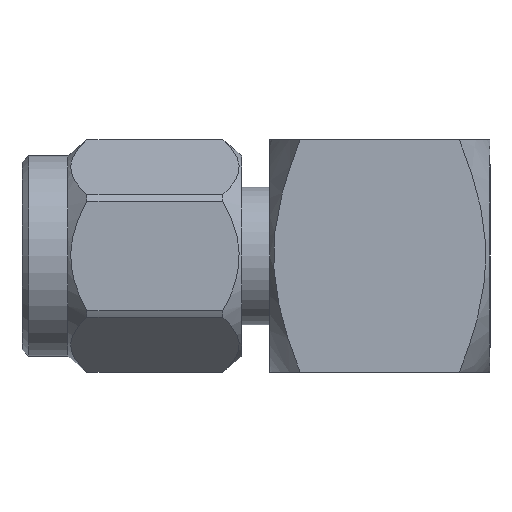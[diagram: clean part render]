
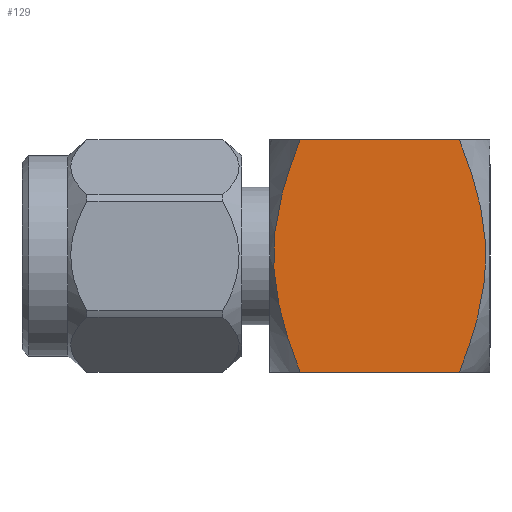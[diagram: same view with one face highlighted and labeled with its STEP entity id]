
A CAD part, left-side view. The second image highlights one B-rep face of the part: STEP entity #129.
In plain terms, the highlighted planar face has unit normal (-1, 0, 0).
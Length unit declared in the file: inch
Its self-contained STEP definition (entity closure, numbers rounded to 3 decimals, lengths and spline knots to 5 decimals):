
#16 = CARTESIAN_POINT ( 'NONE',  ( -0.18753, -0.15167, -0.11967 ) ) ;
#129 = ADVANCED_FACE ( 'NONE', ( #2249 ), #2641, .F. ) ;
#230 = CARTESIAN_POINT ( 'NONE',  ( -0.18753, -0.14157, 0.14858 ) ) ;
#241 = DIRECTION ( 'NONE',  ( 0., 0., -1. ) ) ;
#275 = EDGE_CURVE ( 'NONE', #2229, #423, #1017, .T. ) ;
#300 = DIRECTION ( 'NONE',  ( 0., 1., 0. ) ) ;
#414 = CARTESIAN_POINT ( 'NONE',  ( -0.18753, -0.177, 0.177 ) ) ;
#423 = VERTEX_POINT ( 'NONE', #2062 ) ;
#524 = CARTESIAN_POINT ( 'NONE',  ( -0.18753, -0.13031, 0.177 ) ) ;
#529 = CARTESIAN_POINT ( 'NONE',  ( -0.18753, 0.11223, -0.177 ) ) ;
#664 = DIRECTION ( 'NONE',  ( 0., -1., 0. ) ) ;
#682 = CARTESIAN_POINT ( 'NONE',  ( -0.18753, 0.14764, 0.06059 ) ) ;
#706 = CARTESIAN_POINT ( 'NONE',  ( -0.18753, -0.16273, -0.07549 ) ) ;
#779 = CARTESIAN_POINT ( 'NONE',  ( -0.18753, -0.13031, -0.177 ) ) ;
#852 = VERTEX_POINT ( 'NONE', #1136 ) ;
#861 = CARTESIAN_POINT ( 'NONE',  ( -0.18753, 0.15285, 0.00717 ) ) ;
#879 = ORIENTED_EDGE ( 'NONE', *, *, #1250, .F. ) ;
#904 = CARTESIAN_POINT ( 'NONE',  ( -0.18753, 0.11223, 0.177 ) ) ;
#1017 = B_SPLINE_CURVE_WITH_KNOTS ( 'NONE', 3,
 ( #1769, #1950, #1960, #2167, #2407, #861, #2853, #1756, #1344, #682, #1356, #2669, #2885, #904 ),
 .UNSPECIFIED., .F., .F.,
 ( 4, 2, 2, 2, 2, 2, 4 ),
 ( 0., 0.0023, 0.0046, 0.00517, 0.00575, 0.0069, 0.0092 ),
 .UNSPECIFIED. ) ;
#1127 = VECTOR ( 'NONE', #664, 39.37008 ) ;
#1129 = DIRECTION ( 'NONE',  ( 1., 0., 0. ) ) ;
#1136 = CARTESIAN_POINT ( 'NONE',  ( -0.18753, -0.13031, 0.177 ) ) ;
#1157 = CARTESIAN_POINT ( 'NONE',  ( -0.18753, -0.13031, -0.177 ) ) ;
#1159 = AXIS2_PLACEMENT_3D ( 'NONE', #2209, #1129, #241 ) ;
#1216 = EDGE_LOOP ( 'NONE', ( #1490, #1585, #2119, #879 ) ) ;
#1250 = EDGE_CURVE ( 'NONE', #852, #1383, #1698, .T. ) ;
#1344 = CARTESIAN_POINT ( 'NONE',  ( -0.18753, 0.15073, 0.03792 ) ) ;
#1356 = CARTESIAN_POINT ( 'NONE',  ( -0.18753, 0.14465, 0.07549 ) ) ;
#1359 = VECTOR ( 'NONE', #300, 39.37008 ) ;
#1383 = VERTEX_POINT ( 'NONE', #779 ) ;
#1390 = CARTESIAN_POINT ( 'NONE',  ( -0.18753, -0.17087, 0.03144 ) ) ;
#1490 = ORIENTED_EDGE ( 'NONE', *, *, #1586, .F. ) ;
#1585 = ORIENTED_EDGE ( 'NONE', *, *, #275, .F. ) ;
#1586 = EDGE_CURVE ( 'NONE', #423, #852, #2273, .T. ) ;
#1601 = CARTESIAN_POINT ( 'NONE',  ( -0.18753, -0.16961, -0.0303 ) ) ;
#1610 = CARTESIAN_POINT ( 'NONE',  ( -0.18753, -0.14161, -0.14848 ) ) ;
#1698 = B_SPLINE_CURVE_WITH_KNOTS ( 'NONE', 3,
 ( #524, #230, #2027, #2681, #1390, #2474, #2697, #1601, #2495, #1821, #706, #16, #1610, #1157 ),
 .UNSPECIFIED., .F., .F.,
 ( 4, 2, 2, 2, 2, 2, 4 ),
 ( 0., 0.0023, 0.0046, 0.00517, 0.00575, 0.0069, 0.0092 ),
 .UNSPECIFIED. ) ;
#1756 = CARTESIAN_POINT ( 'NONE',  ( -0.18753, 0.15152, 0.0303 ) ) ;
#1769 = CARTESIAN_POINT ( 'NONE',  ( -0.18753, 0.11223, -0.177 ) ) ;
#1809 = EDGE_CURVE ( 'NONE', #1383, #2229, #2727, .T. ) ;
#1821 = CARTESIAN_POINT ( 'NONE',  ( -0.18753, -0.16573, -0.06059 ) ) ;
#1950 = CARTESIAN_POINT ( 'NONE',  ( -0.18753, 0.12349, -0.14858 ) ) ;
#1960 = CARTESIAN_POINT ( 'NONE',  ( -0.18753, 0.13351, -0.11989 ) ) ;
#2027 = CARTESIAN_POINT ( 'NONE',  ( -0.18753, -0.15159, 0.11989 ) ) ;
#2062 = CARTESIAN_POINT ( 'NONE',  ( -0.18753, 0.11223, 0.177 ) ) ;
#2119 = ORIENTED_EDGE ( 'NONE', *, *, #1809, .F. ) ;
#2167 = CARTESIAN_POINT ( 'NONE',  ( -0.18753, 0.14822, -0.06133 ) ) ;
#2209 = CARTESIAN_POINT ( 'NONE',  ( -0.18753, -0.177, 0.177 ) ) ;
#2229 = VERTEX_POINT ( 'NONE', #529 ) ;
#2249 = FACE_OUTER_BOUND ( 'NONE', #1216, .T. ) ;
#2273 = LINE ( 'NONE', #414, #1127 ) ;
#2287 = CARTESIAN_POINT ( 'NONE',  ( -0.18753, 0., -0.177 ) ) ;
#2407 = CARTESIAN_POINT ( 'NONE',  ( -0.18753, 0.15279, -0.03144 ) ) ;
#2474 = CARTESIAN_POINT ( 'NONE',  ( -0.18753, -0.17094, -0.00717 ) ) ;
#2495 = CARTESIAN_POINT ( 'NONE',  ( -0.18753, -0.16881, -0.03792 ) ) ;
#2641 = PLANE ( 'NONE',  #1159 ) ;
#2669 = CARTESIAN_POINT ( 'NONE',  ( -0.18753, 0.13359, 0.11967 ) ) ;
#2681 = CARTESIAN_POINT ( 'NONE',  ( -0.18753, -0.1663, 0.06133 ) ) ;
#2697 = CARTESIAN_POINT ( 'NONE',  ( -0.18753, -0.17067, -0.01495 ) ) ;
#2727 = LINE ( 'NONE', #2287, #1359 ) ;
#2853 = CARTESIAN_POINT ( 'NONE',  ( -0.18753, 0.15258, 0.01495 ) ) ;
#2885 = CARTESIAN_POINT ( 'NONE',  ( -0.18753, 0.12353, 0.14848 ) ) ;
